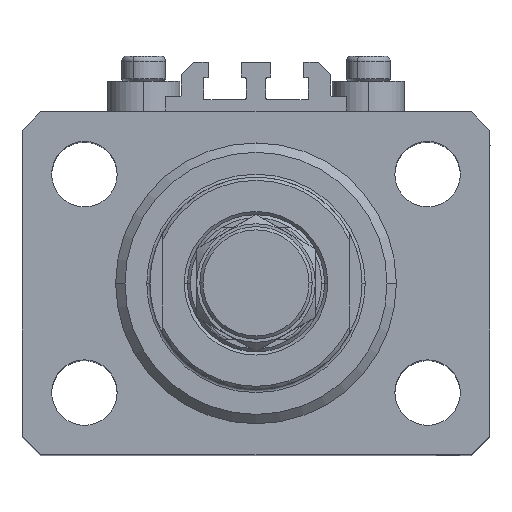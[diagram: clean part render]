
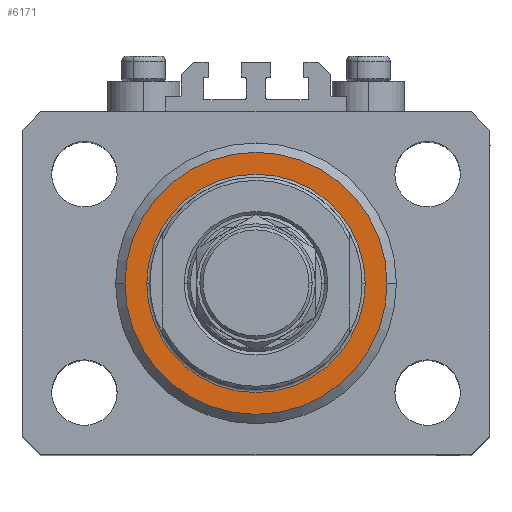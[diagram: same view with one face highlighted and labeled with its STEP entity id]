
A CAD part, top view. The second image highlights one B-rep face of the part: STEP entity #6171.
In plain terms, the highlighted face is planar.
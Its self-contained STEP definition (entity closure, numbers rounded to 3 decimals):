
#2136 = EDGE_CURVE ( 'NONE', #14988, #8508, #22223, .T. ) ;
#2578 = CARTESIAN_POINT ( 'NONE',  ( -17.5, 0., 0. ) ) ;
#2739 = PLANE ( 'NONE',  #33366 ) ;
#5799 = ORIENTED_EDGE ( 'NONE', *, *, #41558, .T. ) ;
#6171 = ADVANCED_FACE ( 'NONE', ( #32815, #44216 ), #2739, .F. ) ;
#6927 = AXIS2_PLACEMENT_3D ( 'NONE', #31611, #43027, #20217 ) ;
#8508 = VERTEX_POINT ( 'NONE', #2578 ) ;
#8661 = CIRCLE ( 'NONE', #28506, 17.5 ) ;
#10329 = AXIS2_PLACEMENT_3D ( 'NONE', #16981, #35821, #47233 ) ;
#12108 = AXIS2_PLACEMENT_3D ( 'NONE', #16229, #15490, #31345 ) ;
#13956 = DIRECTION ( 'NONE',  ( 0., 0., 1. ) ) ;
#14988 = VERTEX_POINT ( 'NONE', #36406 ) ;
#15490 = DIRECTION ( 'NONE',  ( 0., 0., -1. ) ) ;
#16229 = CARTESIAN_POINT ( 'NONE',  ( 0., 0., 0. ) ) ;
#16846 = CIRCLE ( 'NONE', #12108, 21. ) ;
#16981 = CARTESIAN_POINT ( 'NONE',  ( 0., 0., 0. ) ) ;
#17690 = CARTESIAN_POINT ( 'NONE',  ( 0., 0., 0. ) ) ;
#19225 = CARTESIAN_POINT ( 'NONE',  ( 21., 0., 0. ) ) ;
#20217 = DIRECTION ( 'NONE',  ( 1., 0., 0. ) ) ;
#21406 = ORIENTED_EDGE ( 'NONE', *, *, #2136, .T. ) ;
#22223 = CIRCLE ( 'NONE', #10329, 17.5 ) ;
#26195 = ORIENTED_EDGE ( 'NONE', *, *, #34104, .T. ) ;
#26874 = EDGE_CURVE ( 'NONE', #47864, #33011, #28369, .T. ) ;
#28369 = CIRCLE ( 'NONE', #6927, 21. ) ;
#28506 = AXIS2_PLACEMENT_3D ( 'NONE', #36007, #35758, #32035 ) ;
#28637 = EDGE_LOOP ( 'NONE', ( #5799, #47423 ) ) ;
#31345 = DIRECTION ( 'NONE',  ( 1., 0., 0. ) ) ;
#31611 = CARTESIAN_POINT ( 'NONE',  ( 0., 0., 0. ) ) ;
#32035 = DIRECTION ( 'NONE',  ( 1., 0., 0. ) ) ;
#32815 = FACE_BOUND ( 'NONE', #37133, .T. ) ;
#33011 = VERTEX_POINT ( 'NONE', #19225 ) ;
#33366 = AXIS2_PLACEMENT_3D ( 'NONE', #17690, #13956, #43725 ) ;
#34104 = EDGE_CURVE ( 'NONE', #8508, #14988, #8661, .T. ) ;
#35758 = DIRECTION ( 'NONE',  ( 0., 0., 1. ) ) ;
#35821 = DIRECTION ( 'NONE',  ( 0., 0., 1. ) ) ;
#36007 = CARTESIAN_POINT ( 'NONE',  ( 0., 0., 0. ) ) ;
#36406 = CARTESIAN_POINT ( 'NONE',  ( 17.5, 0., 0. ) ) ;
#37133 = EDGE_LOOP ( 'NONE', ( #21406, #26195 ) ) ;
#41558 = EDGE_CURVE ( 'NONE', #33011, #47864, #16846, .T. ) ;
#42860 = CARTESIAN_POINT ( 'NONE',  ( -21., 0., 0. ) ) ;
#43027 = DIRECTION ( 'NONE',  ( 0., 0., -1. ) ) ;
#43725 = DIRECTION ( 'NONE',  ( 1., 0., 0. ) ) ;
#44216 = FACE_OUTER_BOUND ( 'NONE', #28637, .T. ) ;
#47233 = DIRECTION ( 'NONE',  ( 1., 0., 0. ) ) ;
#47423 = ORIENTED_EDGE ( 'NONE', *, *, #26874, .T. ) ;
#47864 = VERTEX_POINT ( 'NONE', #42860 ) ;
